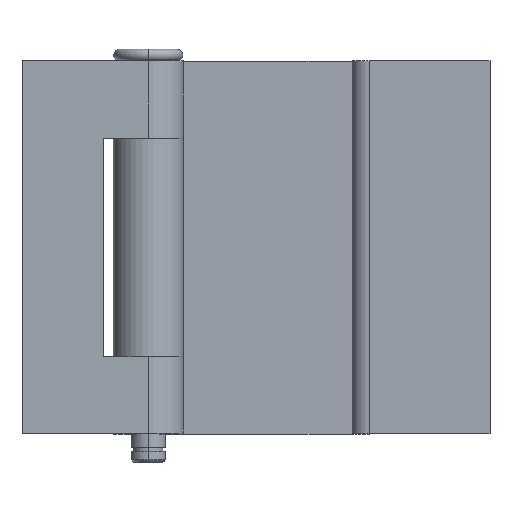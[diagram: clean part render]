
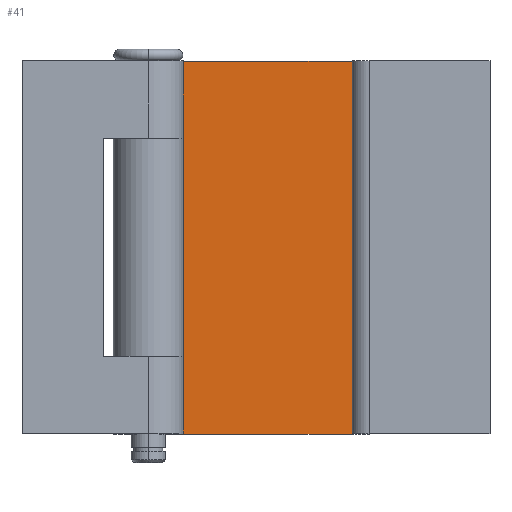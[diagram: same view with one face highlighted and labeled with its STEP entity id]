
A CAD part, top view. The second image highlights one B-rep face of the part: STEP entity #41.
In plain terms, the highlighted planar face has unit normal (0, 0, 1).
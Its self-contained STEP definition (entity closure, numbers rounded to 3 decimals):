
#7 = VERTEX_POINT ( 'NONE', #450 ) ;
#9 = EDGE_CURVE ( 'NONE', #7, #10, #444, .T. ) ;
#10 = VERTEX_POINT ( 'NONE', #440 ) ;
#16 = VERTEX_POINT ( 'NONE', #438 ) ;
#24 = EDGE_CURVE ( 'NONE', #16, #26, #481, .T. ) ;
#26 = VERTEX_POINT ( 'NONE', #473 ) ;
#36 = EDGE_CURVE ( 'NONE', #26, #10, #465, .T. ) ;
#37 = ORIENTED_EDGE ( 'NONE', *, *, #36, .F. ) ;
#38 = EDGE_LOOP ( 'NONE', ( #40, #37, #39, #62 ) ) ;
#39 = ORIENTED_EDGE ( 'NONE', *, *, #24, .F. ) ;
#40 = ORIENTED_EDGE ( 'NONE', *, *, #9, .T. ) ;
#41 = ADVANCED_FACE ( 'NONE', ( #461 ), #460, .F. ) ;
#56 = EDGE_CURVE ( 'NONE', #16, #7, #505, .T. ) ;
#62 = ORIENTED_EDGE ( 'NONE', *, *, #56, .T. ) ;
#438 = CARTESIAN_POINT ( 'NONE',  ( 0., 32.5, -22.9 ) ) ;
#440 = CARTESIAN_POINT ( 'NONE',  ( 35.5, -32.5, -22.9 ) ) ;
#441 = DIRECTION ( 'NONE',  ( 1., 0., 0. ) ) ;
#442 = VECTOR ( 'NONE', #441, 1000. ) ;
#443 = CARTESIAN_POINT ( 'NONE',  ( 0., -32.5, -22.9 ) ) ;
#444 = LINE ( 'NONE', #443, #442 ) ;
#450 = CARTESIAN_POINT ( 'NONE',  ( 0., -32.5, -22.9 ) ) ;
#459 = AXIS2_PLACEMENT_3D ( 'NONE', #522, #521, #520 ) ;
#460 = PLANE ( 'NONE',  #459 ) ;
#461 = FACE_OUTER_BOUND ( 'NONE', #38, .T. ) ;
#462 = DIRECTION ( 'NONE',  ( 0., -1., 0. ) ) ;
#463 = VECTOR ( 'NONE', #462, 1000. ) ;
#464 = CARTESIAN_POINT ( 'NONE',  ( 35.5, 32.5, -22.9 ) ) ;
#465 = LINE ( 'NONE', #464, #463 ) ;
#473 = CARTESIAN_POINT ( 'NONE',  ( 35.5, 32.5, -22.9 ) ) ;
#478 = DIRECTION ( 'NONE',  ( 1., 0., 0. ) ) ;
#479 = VECTOR ( 'NONE', #478, 1000. ) ;
#480 = CARTESIAN_POINT ( 'NONE',  ( 0., 32.5, -22.9 ) ) ;
#481 = LINE ( 'NONE', #480, #479 ) ;
#497 = DIRECTION ( 'NONE',  ( 0., -1., 0. ) ) ;
#498 = VECTOR ( 'NONE', #497, 1000. ) ;
#499 = CARTESIAN_POINT ( 'NONE',  ( 0., 32.5, -22.9 ) ) ;
#505 = LINE ( 'NONE', #499, #498 ) ;
#520 = DIRECTION ( 'NONE',  ( -1., 0., 0. ) ) ;
#521 = DIRECTION ( 'NONE',  ( 0., 0., -1. ) ) ;
#522 = CARTESIAN_POINT ( 'NONE',  ( 0., 32.5, -22.9 ) ) ;
